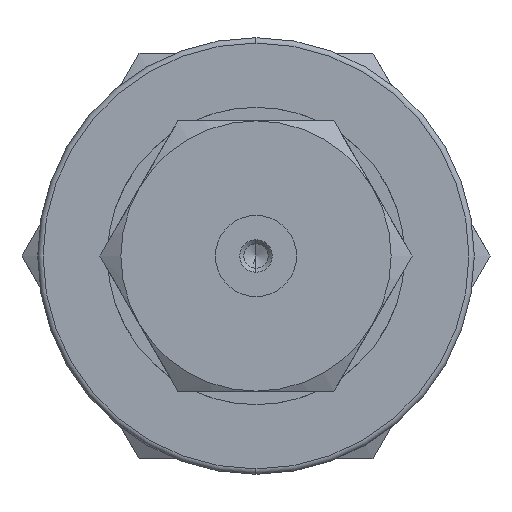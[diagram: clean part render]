
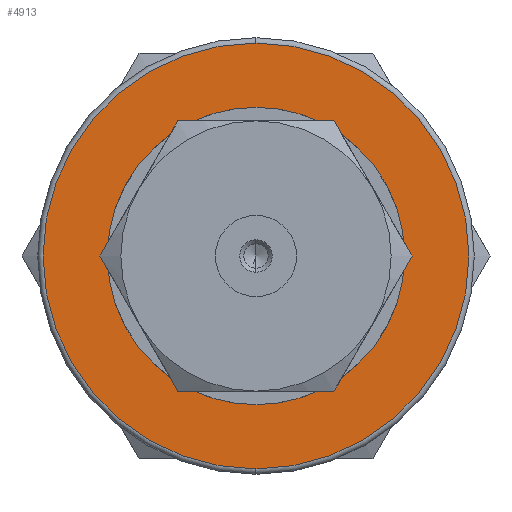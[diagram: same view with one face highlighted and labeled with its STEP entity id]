
A CAD part, left-side view. The second image highlights one B-rep face of the part: STEP entity #4913.
In plain terms, the highlighted planar face has unit normal (-1, 0, 0).
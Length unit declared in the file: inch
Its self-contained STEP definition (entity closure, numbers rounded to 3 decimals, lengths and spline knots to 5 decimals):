
#85 = CARTESIAN_POINT ( 'NONE',  ( -0.85374, 0., 0. ) ) ;
#485 = CARTESIAN_POINT ( 'NONE',  ( -0.85374, 0., 0.394 ) ) ;
#761 = CARTESIAN_POINT ( 'NONE',  ( -0.85374, 0., -0.275 ) ) ;
#1247 = AXIS2_PLACEMENT_3D ( 'NONE', #4081, #15573, #20857 ) ;
#1559 = AXIS2_PLACEMENT_3D ( 'NONE', #15640, #15973, #13842 ) ;
#3349 = DIRECTION ( 'NONE',  ( 0., 0., -1. ) ) ;
#3723 = DIRECTION ( 'NONE',  ( 0., 0., -1. ) ) ;
#4081 = CARTESIAN_POINT ( 'NONE',  ( -0.85374, 0., 0. ) ) ;
#4913 = ADVANCED_FACE ( 'NONE', ( #12372, #19025 ), #19245, .F. ) ;
#5040 = VERTEX_POINT ( 'NONE', #5835 ) ;
#5204 = EDGE_LOOP ( 'NONE', ( #13851, #19569 ) ) ;
#5835 = CARTESIAN_POINT ( 'NONE',  ( -0.85374, 0., 0.275 ) ) ;
#6623 = ORIENTED_EDGE ( 'NONE', *, *, #10228, .T. ) ;
#7018 = CIRCLE ( 'NONE', #18530, 0.275 ) ;
#7073 = DIRECTION ( 'NONE',  ( 1., 0., 0. ) ) ;
#7337 = AXIS2_PLACEMENT_3D ( 'NONE', #19704, #19165, #3723 ) ;
#7701 = DIRECTION ( 'NONE',  ( 0., 0., -1. ) ) ;
#9505 = DIRECTION ( 'NONE',  ( 1., 0., 0. ) ) ;
#9729 = CARTESIAN_POINT ( 'NONE',  ( -0.85374, 0., 0. ) ) ;
#9996 = VERTEX_POINT ( 'NONE', #485 ) ;
#10228 = EDGE_CURVE ( 'NONE', #5040, #15619, #7018, .T. ) ;
#10234 = CIRCLE ( 'NONE', #20277, 0.394 ) ;
#12372 = FACE_OUTER_BOUND ( 'NONE', #5204, .T. ) ;
#12523 = CARTESIAN_POINT ( 'NONE',  ( -0.85374, 0., -0.394 ) ) ;
#13044 = ORIENTED_EDGE ( 'NONE', *, *, #18096, .T. ) ;
#13467 = CIRCLE ( 'NONE', #7337, 0.275 ) ;
#13842 = DIRECTION ( 'NONE',  ( 0., 0., -1. ) ) ;
#13851 = ORIENTED_EDGE ( 'NONE', *, *, #19903, .F. ) ;
#15573 = DIRECTION ( 'NONE',  ( 1., 0., 0. ) ) ;
#15619 = VERTEX_POINT ( 'NONE', #761 ) ;
#15640 = CARTESIAN_POINT ( 'NONE',  ( -0.85374, 0.394, 0. ) ) ;
#15973 = DIRECTION ( 'NONE',  ( 1., 0., 0. ) ) ;
#18096 = EDGE_CURVE ( 'NONE', #15619, #5040, #13467, .T. ) ;
#18530 = AXIS2_PLACEMENT_3D ( 'NONE', #9729, #9505, #7701 ) ;
#18548 = EDGE_CURVE ( 'NONE', #9996, #19051, #10234, .T. ) ;
#19025 = FACE_BOUND ( 'NONE', #21874, .T. ) ;
#19051 = VERTEX_POINT ( 'NONE', #12523 ) ;
#19165 = DIRECTION ( 'NONE',  ( 1., 0., 0. ) ) ;
#19245 = PLANE ( 'NONE',  #1559 ) ;
#19569 = ORIENTED_EDGE ( 'NONE', *, *, #18548, .F. ) ;
#19595 = CIRCLE ( 'NONE', #1247, 0.394 ) ;
#19704 = CARTESIAN_POINT ( 'NONE',  ( -0.85374, 0., 0. ) ) ;
#19903 = EDGE_CURVE ( 'NONE', #19051, #9996, #19595, .T. ) ;
#20277 = AXIS2_PLACEMENT_3D ( 'NONE', #85, #7073, #3349 ) ;
#20857 = DIRECTION ( 'NONE',  ( 0., 0., -1. ) ) ;
#21874 = EDGE_LOOP ( 'NONE', ( #13044, #6623 ) ) ;
